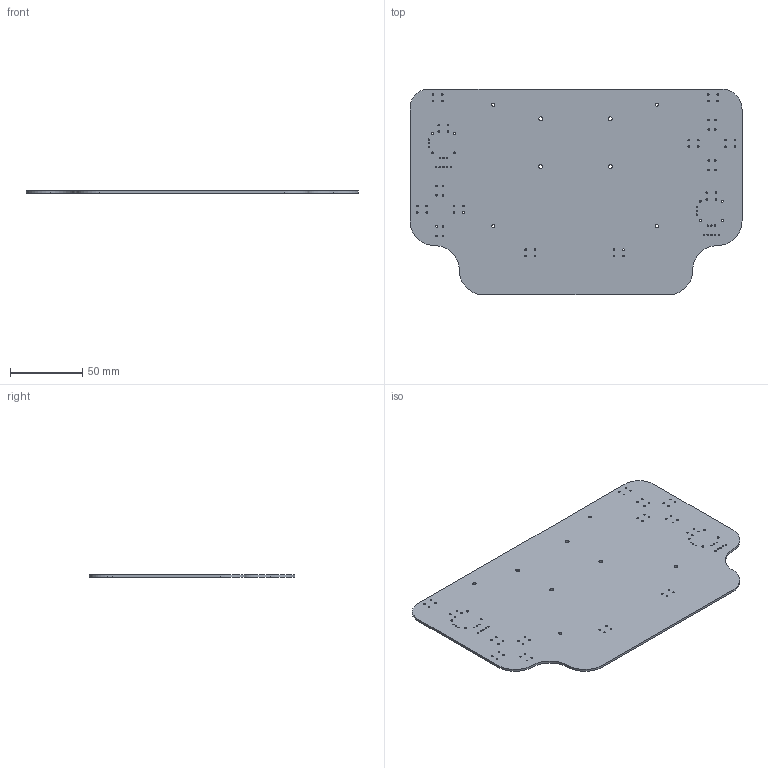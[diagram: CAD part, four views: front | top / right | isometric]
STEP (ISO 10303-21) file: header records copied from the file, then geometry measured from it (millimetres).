
FILE_DESCRIPTION(('KiCad electronic assembly'),'2;1');
FILE_NAME('Kevboy.step','2022-08-22T16:19:34',('Pcbnew'),('Kicad'), 'Open CASCADE STEP processor 7.5','KiCad to STEP converter','Unknown' );
FILE_SCHEMA(('AUTOMOTIVE_DESIGN { 1 0 10303 214 1 1 1 1 }'));
Length unit declared in the file: millimetre
Products named in the file (2): Kevboy 1; Kevboy PCB
Assembly tree (1 placements, depth 2):
  Kevboy 1
    Kevboy PCB
Bounding box: 229 x 142 x 1.6 mm (x, y, z)
Volume: 47815.2 mm3; surface area: 61436.6 mm2
Topology: 1 solids, 1 shells, 111 faces, 327 edges, 218 vertices
Faces by surface type: cylinder 102, plane 9
Full cylindrical faces by diameter (mm): 0.889 x12, 1.016 x10, 1.1 x56, 1.397 x8, 2.2 x4, 2.7 x4
Entity records: 8499 total; most frequent: DIRECTION 1411, CARTESIAN_POINT 1312, ORIENTED_EDGE 654, PCURVE 654, DEFINITIONAL_REPRESENTATION 654, LINE 573, VECTOR 573, CIRCLE 408
